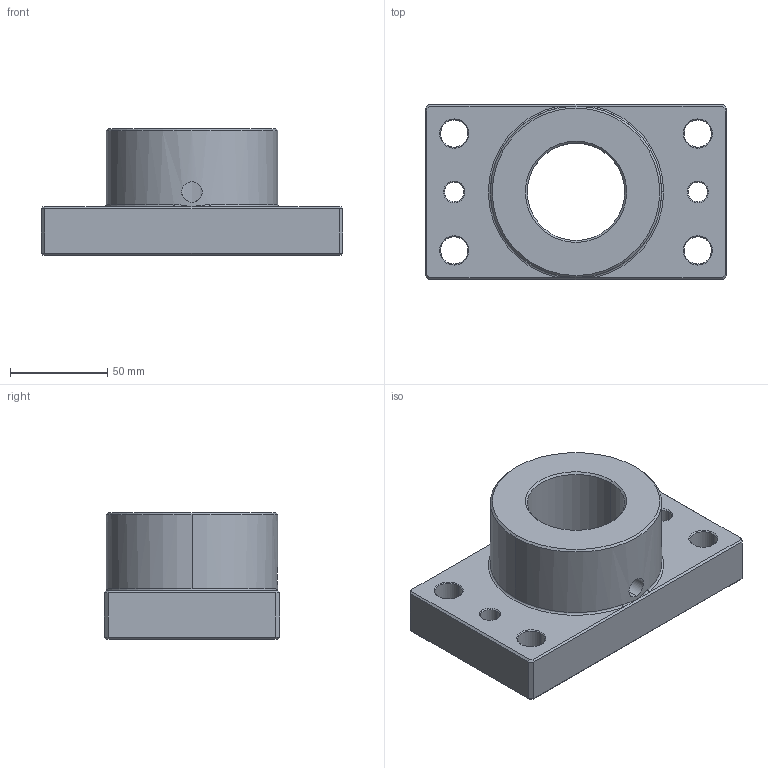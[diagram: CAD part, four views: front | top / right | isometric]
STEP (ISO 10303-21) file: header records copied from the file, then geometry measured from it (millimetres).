
FILE_DESCRIPTION (( 'STEP AP214' ), '1' );
FILE_NAME ('MGHP-D50.step', '2024-12-24T08:02:53', ( '' ), ( '' ), 'SwSTEP 2.0', 'SolidWorks 2016', '' );
FILE_SCHEMA (( 'AUTOMOTIVE_DESIGN' ));
Length unit declared in the file: millimetre
Products named in the file (1): MGHP-D50
Bounding box: 155 x 90 x 65 mm (x, y, z)
Volume: 442450.8 mm3; surface area: 61077.1 mm2
Topology: 1 solids, 1 shells, 83 faces, 194 edges, 109 vertices
Faces by surface type: cone 30, plane 28, cylinder 18, bspline 4, torus 3
Entity records: 2654 total; most frequent: CARTESIAN_POINT 689, DIRECTION 414, ORIENTED_EDGE 380, EDGE_CURVE 190, AXIS2_PLACEMENT_3D 152, VECTOR 110, LINE 110, VERTEX_POINT 109
